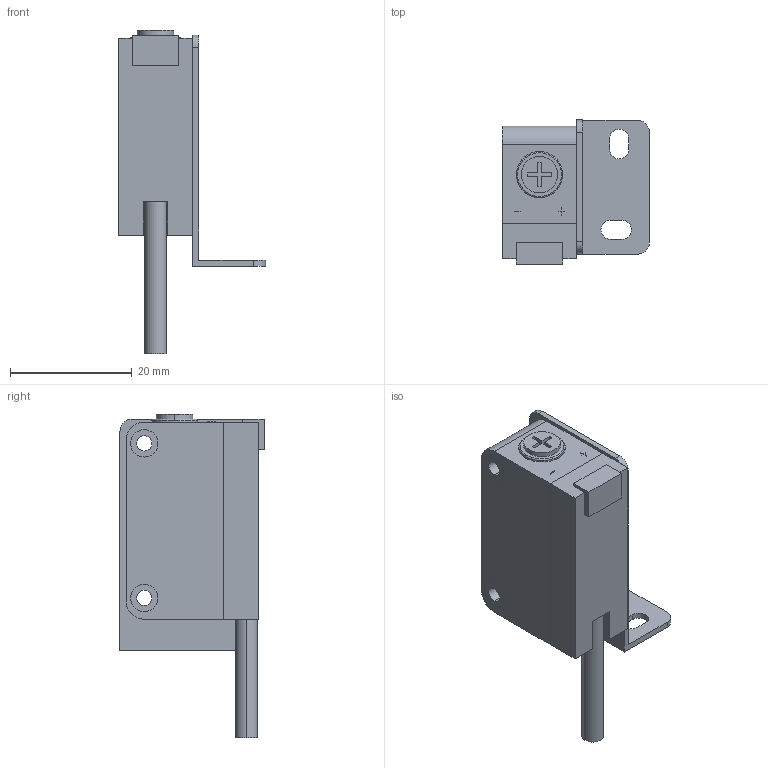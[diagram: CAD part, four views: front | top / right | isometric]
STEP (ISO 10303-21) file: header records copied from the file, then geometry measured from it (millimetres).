
FILE_DESCRIPTION(/* description */ (''),/* implementation_level */ '2;1');
FILE_NAME(/* name */ 'D62BG带支架.stp',/* time_stamp */ '2023-08-10T16:07:33+08:00',/* author */ (''),/* organization */ (''),/* preprocessor_version */ 'ST-DEVELOPER v16.7',/* originating_system */ 'SIEMENS PLM Software NX 12.0',/* authorisation */ '');
FILE_SCHEMA (('AP203_CONFIGURATION_CONTROLLED_3D_DESIGN_OF_MECHANICAL_PARTS_AND_ASSEMBLIES_MIM_LF { 1 0 10303 403 2 1 2}'));
Length unit declared in the file: millimetre
Products named in the file (1): _model2
Bounding box: 24.2 x 23.7 x 53.2 mm (x, y, z)
Volume: 9385.8 mm3; surface area: 7818.9 mm2
Topology: 9 solids, 9 shells, 133 faces, 328 edges, 218 vertices
Faces by surface type: plane 89, cylinder 42, torus 2
Full cylindrical faces by diameter (mm): 3.15 x2
Entity records: 4104 total; most frequent: DIRECTION 681, CARTESIAN_POINT 681, ORIENTED_EDGE 652, EDGE_CURVE 326, LINE 237, VECTOR 237, AXIS2_PLACEMENT_3D 222, VERTEX_POINT 218
